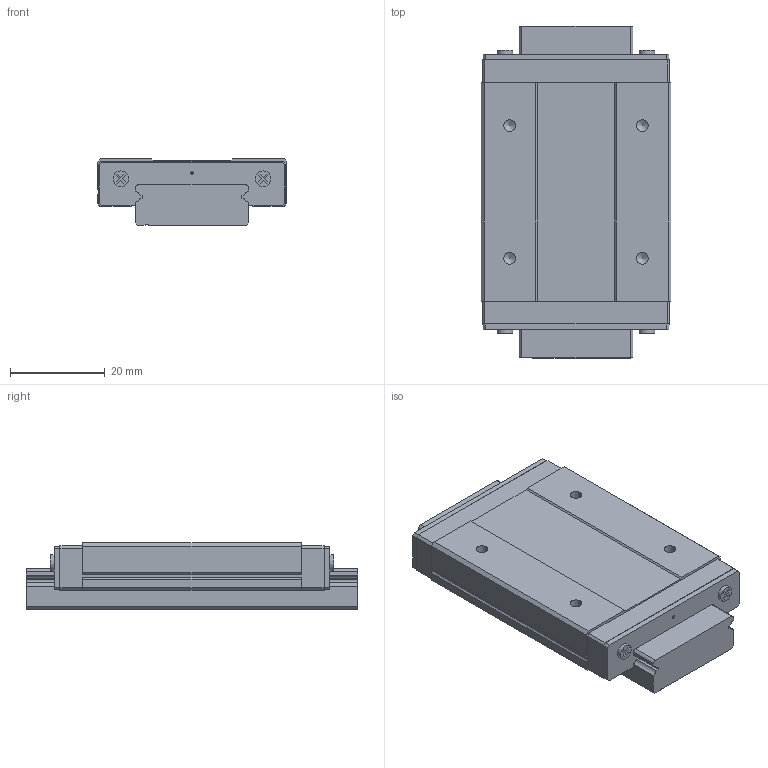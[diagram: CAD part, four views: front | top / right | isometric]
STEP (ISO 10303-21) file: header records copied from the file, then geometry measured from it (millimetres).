
FILE_DESCRIPTION(/* description */ ('Unknown'),/* implementation_level */ '2;1');
FILE_NAME(/* name */ 'MB12LUU1-70L15_15',/* time_stamp */ '2024-04-01T15:19:32+09:00',/* author */ ('Unknown'),/* organization */ ('Unknown'),/* preprocessor_version */ 'ST-DEVELOPER v18.102',/* originating_system */ 'Solid Edge',/* authorisation */ 'Unknown');
FILE_SCHEMA (('AUTOMOTIVE_DESIGN {1 0 10303 214 3 1 1}'));
Length unit declared in the file: millimetre
Products named in the file (3): thisAsm; MB12_RAIL; MB12L_BLOCK
Assembly tree (2 placements, depth 2):
  thisAsm
    MB12_RAIL
    MB12L_BLOCK
Bounding box: 40 x 70 x 14 mm (x, y, z)
Volume: 29873.2 mm3; surface area: 12624.4 mm2
Topology: 2 solids, 2 shells, 174 faces, 478 edges, 320 vertices
Faces by surface type: plane 137, cylinder 33, cone 4
Full cylindrical faces by diameter (mm): 0.5 x2, 2.459 x4, 3.3 x4, 4.5 x2, 8 x2
Entity records: 6384 total; most frequent: CARTESIAN_POINT 937, ORIENTED_EDGE 896, DIRECTION 868, EDGE_CURVE 448, LINE 382, VECTOR 382, VERTEX_POINT 312, AXIS2_PLACEMENT_3D 243
